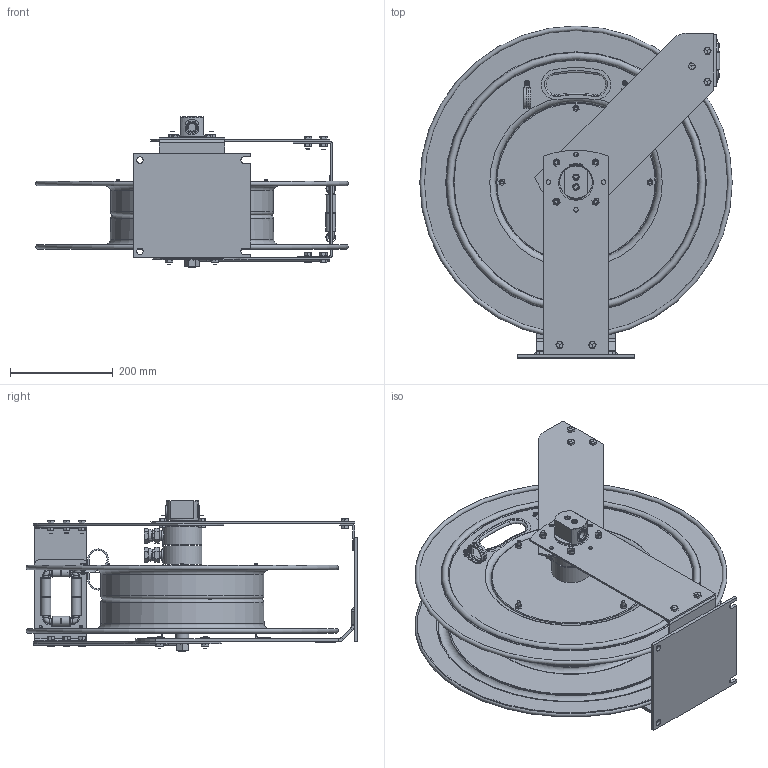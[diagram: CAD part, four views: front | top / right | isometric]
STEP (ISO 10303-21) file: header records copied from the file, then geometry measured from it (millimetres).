
FILE_DESCRIPTION(/* description */ (''),/* implementation_level */ '2;1');
FILE_NAME(/* name */ 'TDMP-N-450_SHARED.stp',/* time_stamp */ '2015-07-22T13:53:48-07:00',/* author */ ('JKusbel'),/* organization */ (''),/* preprocessor_version */ 'ST-DEVELOPER v15.6',/* originating_system */ 'Autodesk Inventor 2015',/* authorisation */ '');
FILE_SCHEMA (('AUTOMOTIVE_DESIGN { 1 0 10303 214 3 1 1 }'));
Length unit declared in the file: inch
Products named in the file (1): TDMP-N-450_SHARED
Bounding box: 609.6 x 647.45 x 295.91 mm (x, y, z)
Surface area: 2041935.3 mm2 (no closed solid volume)
Topology: 0 solids, 201 shells, 611 faces, 3846 edges, 3347 vertices
Faces by surface type: plane 433, cylinder 111, torus 39, sphere 10, cone 10, bspline 8
Full cylindrical faces by diameter (mm): 4.826 x2, 4.978 x1, 6.35 x4, 8.636 x8, 9.525 x1, 10.414 x1, 12.471 x2, 12.7 x2, 19.05 x8, 20.32 x1, 25.362 x1, 35.115 x2, 63.5 x1, 76.2 x2, 311.785 x1, 317.5 x1
Entity records: 38687 total; most frequent: CARTESIAN_POINT 11399, DIRECTION 4814, ORIENTED_EDGE 4421, EDGE_CURVE 3761, VERTEX_POINT 3335, LINE 1938, VECTOR 1938, AXIS2_PLACEMENT_3D 1438
